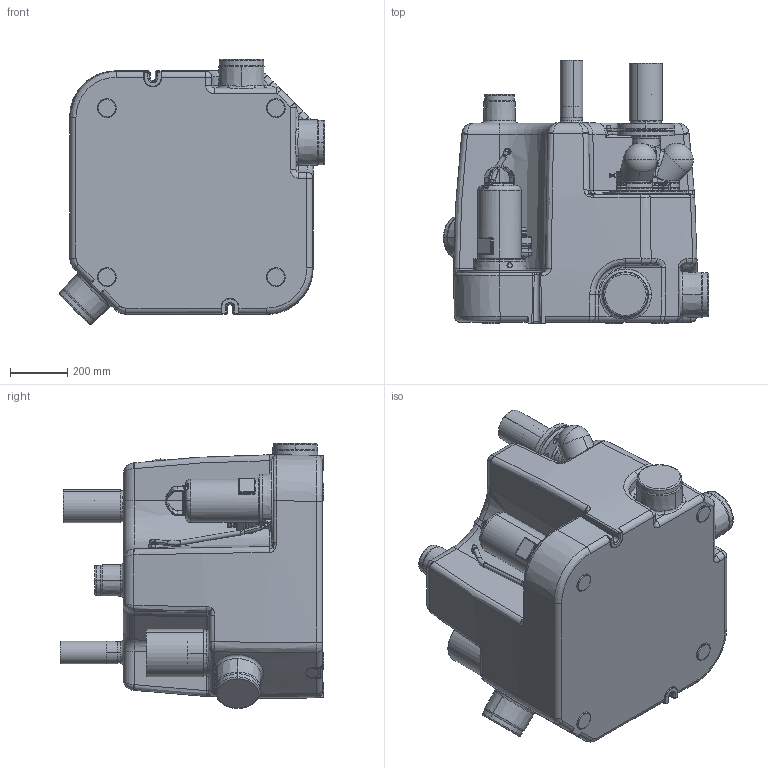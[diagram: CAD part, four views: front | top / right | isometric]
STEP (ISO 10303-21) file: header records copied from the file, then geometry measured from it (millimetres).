
FILE_DESCRIPTION (( 'STEP AP214' ), '1' );
FILE_NAME ('FHA 1.25 Top TD-0031768.STEP', '2016-02-23T09:51:28', ( '' ), ( '' ), 'SwSTEP 2.0', 'SolidWorks 2011', '' );
FILE_SCHEMA (( 'AUTOMOTIVE_DESIGN' ));
Length unit declared in the file: millimetre
Products named in the file (1): FHA 1.25 Top TD-0031768
Bounding box: 925.8 x 920 x 925.46 mm (x, y, z)
Volume: 346335400.5 mm3; surface area: 4851131.6 mm2
Topology: 5 solids, 6 shells, 2237 faces, 5505 edges, 3204 vertices
Faces by surface type: cylinder 692, bspline 597, plane 431, torus 323, cone 130, sphere 64
Entity records: 147157 total; most frequent: CARTESIAN_POINT 76013, ORIENTED_EDGE 10702, DIRECTION 8295, EDGE_CURVE 5351, AXIS2_PLACEMENT_3D 3398, VERTEX_POINT 3190, EDGE_LOOP 2353, FACE_OUTER_BOUND 2237
